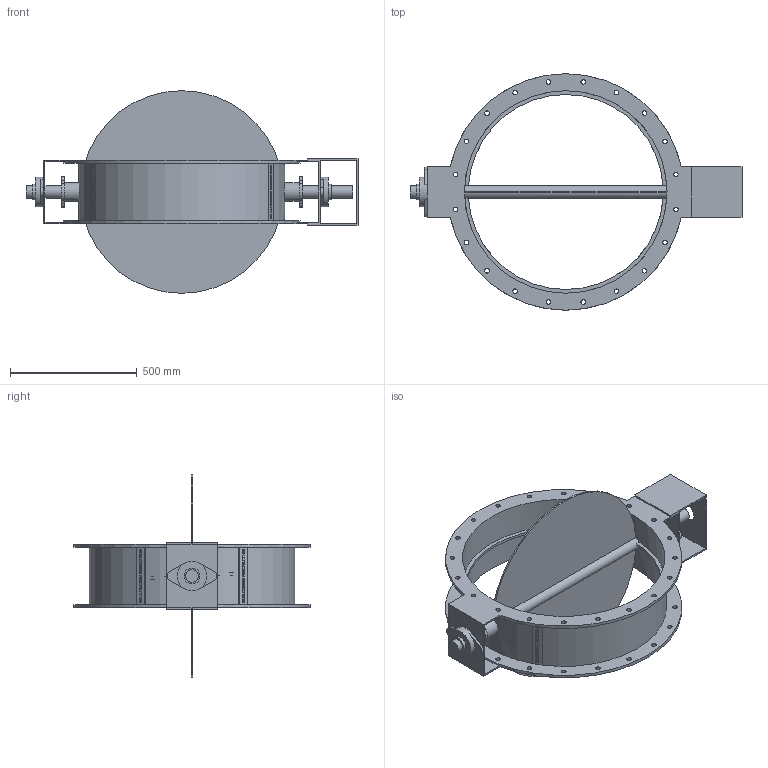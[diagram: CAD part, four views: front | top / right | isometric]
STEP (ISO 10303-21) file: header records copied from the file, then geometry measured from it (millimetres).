
FILE_DESCRIPTION(/* description */ ('SWEDENBORG – Quotation model (for reference)'),/* implementation_level */ '2;1');
FILE_NAME(/* name */ 'SWEDAMPER-S200-DN800.stp',/* time_stamp */ '2026-02-06T11:56:12+01:00',/* author */ ('HB'),/* organization */ (''),/* preprocessor_version */ 'ST-DEVELOPER v20',/* originating_system */ 'Autodesk Inventor 2025',/* authorisation */ '');
FILE_SCHEMA (('AUTOMOTIVE_DESIGN { 1 0 10303 214 3 1 1 }'));
Length unit declared in the file: millimetre
Products named in the file (1): OffGen_Rund1ax
Bounding box: 1311 x 934 x 800 mm (x, y, z)
Volume: 16123522.9 mm3; surface area: 3759468 mm2
Topology: 1 solids, 1 shells, 698 faces, 1890 edges, 1261 vertices
Faces by surface type: plane 446, bspline 168, cylinder 84
Full cylindrical faces by diameter (mm): 18 x40, 50 x5, 62 x2, 70 x1, 75 x2, 117 x2, 800 x2, 934 x2
Entity records: 24403 total; most frequent: CARTESIAN_POINT 7022, ORIENTED_EDGE 3780, DIRECTION 2775, EDGE_CURVE 1890, LINE 1349, VECTOR 1349, VERTEX_POINT 1261, EDGE_LOOP 861
